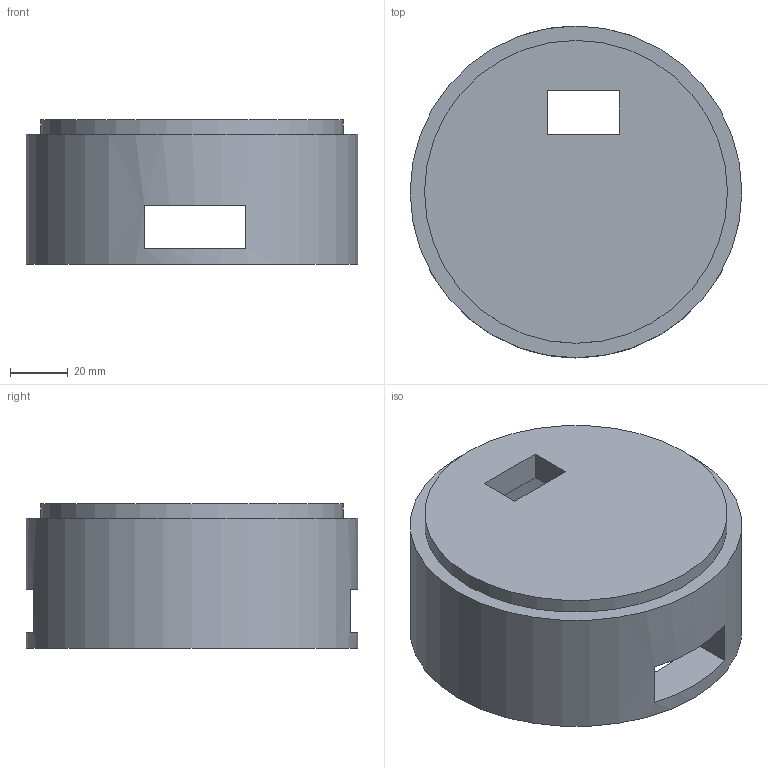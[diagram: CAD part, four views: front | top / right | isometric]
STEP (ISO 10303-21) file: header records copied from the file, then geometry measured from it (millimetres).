
FILE_DESCRIPTION(/* description */ (''),/* implementation_level */ '2;1');
FILE_NAME(/* name */ 'reactorbottom.step',/* time_stamp */ '2025-07-25T04:18:26-04:00',/* author */ (''),/* organization */ (''),/* preprocessor_version */ 'ST-DEVELOPER v20.1',/* originating_system */ 'Autodesk Translation Framework v14.10.0.0',/* authorisation */ '');
FILE_SCHEMA (('AUTOMOTIVE_DESIGN { 1 0 10303 214 3 1 1 }'));
Length unit declared in the file: millimetre
Products named in the file (1): 2025-07-24-21-15-43-961
Bounding box: 115 x 115 x 50 mm (x, y, z)
Volume: 263871.3 mm3; surface area: 50372.6 mm2
Topology: 1 solids, 1 shells, 19 faces, 45 edges, 30 vertices
Faces by surface type: plane 16, cylinder 3
Full cylindrical faces by diameter (mm): 85 x1, 105 x1, 115 x1
Entity records: 605 total; most frequent: DIRECTION 99, CARTESIAN_POINT 95, ORIENTED_EDGE 90, EDGE_CURVE 45, AXIS2_PLACEMENT_3D 34, LINE 31, VECTOR 31, VERTEX_POINT 30
